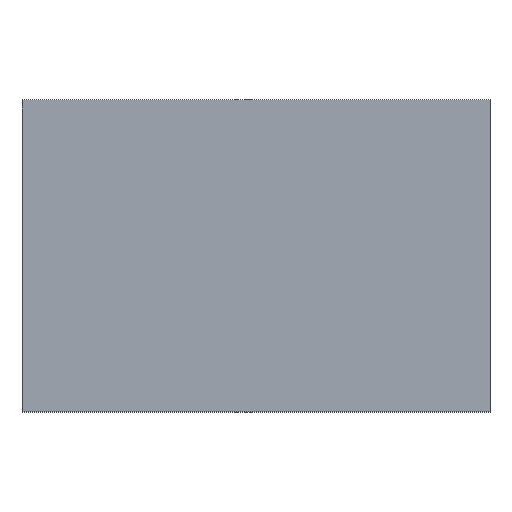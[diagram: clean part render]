
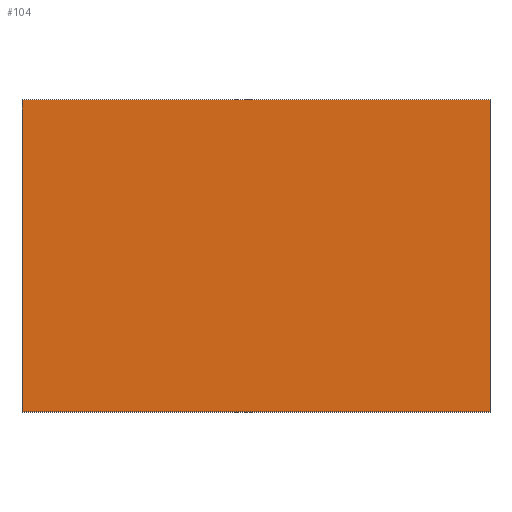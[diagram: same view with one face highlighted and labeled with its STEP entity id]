
A CAD part, top view. The second image highlights one B-rep face of the part: STEP entity #104.
In plain terms, the highlighted planar face has unit normal (0, 0, 1).
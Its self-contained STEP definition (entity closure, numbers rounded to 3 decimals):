
#18=FACE_OUTER_BOUND('',#24,.T.);
#24=EDGE_LOOP('',(#83,#84,#85,#86));
#28=LINE('',#159,#40);
#36=LINE('',#174,#48);
#37=LINE('',#176,#49);
#38=LINE('',#177,#50);
#40=VECTOR('',#132,10.);
#48=VECTOR('',#144,10.);
#49=VECTOR('',#147,10.);
#50=VECTOR('',#148,10.);
#51=VERTEX_POINT('',#155);
#53=VERTEX_POINT('',#158);
#57=VERTEX_POINT('',#170);
#58=VERTEX_POINT('',#172);
#60=EDGE_CURVE('',#51,#53,#28,.T.);
#68=EDGE_CURVE('',#57,#58,#36,.T.);
#69=EDGE_CURVE('',#57,#51,#37,.T.);
#70=EDGE_CURVE('',#53,#58,#38,.T.);
#83=ORIENTED_EDGE('',*,*,#69,.F.);
#84=ORIENTED_EDGE('',*,*,#68,.T.);
#85=ORIENTED_EDGE('',*,*,#70,.F.);
#86=ORIENTED_EDGE('',*,*,#60,.F.);
#98=PLANE('',#124);
#104=ADVANCED_FACE('',(#18),#98,.T.);
#124=AXIS2_PLACEMENT_3D('',#175,#145,#146);
#132=DIRECTION('',(0.,1.,0.));
#144=DIRECTION('',(0.,1.,0.));
#145=DIRECTION('center_axis',(0.,0.,1.));
#146=DIRECTION('ref_axis',(1.,0.,0.));
#147=DIRECTION('',(-1.,0.,0.));
#148=DIRECTION('',(1.,0.,0.));
#155=CARTESIAN_POINT('',(0.,0.,10.));
#158=CARTESIAN_POINT('',(0.,100.,10.));
#159=CARTESIAN_POINT('',(0.,0.,10.));
#170=CARTESIAN_POINT('',(150.,0.,10.));
#172=CARTESIAN_POINT('',(150.,100.,10.));
#174=CARTESIAN_POINT('',(150.,0.,10.));
#175=CARTESIAN_POINT('Origin',(0.,0.,10.));
#176=CARTESIAN_POINT('',(150.,0.,10.));
#177=CARTESIAN_POINT('',(150.,100.,10.));
